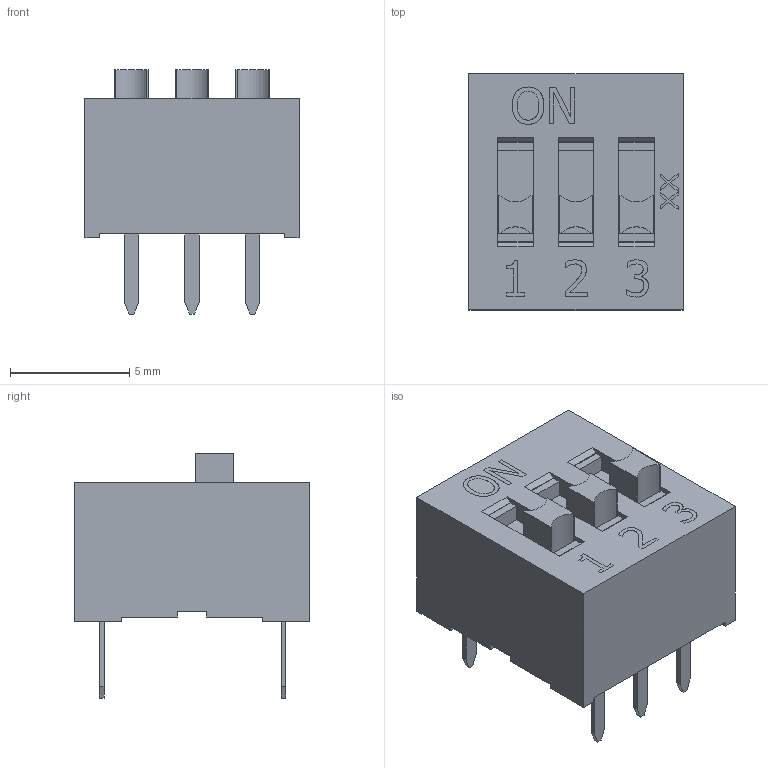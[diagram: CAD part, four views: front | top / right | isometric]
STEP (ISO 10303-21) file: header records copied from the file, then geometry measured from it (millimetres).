
FILE_DESCRIPTION(/* description */ (''),/* implementation_level */ '2;1');
FILE_NAME(/* name */ 'KAS1103ET.stp',/* time_stamp */ '2021-07-01T17:19:53-05:00',/* author */ ('mwilliams'),/* organization */ (''),/* preprocessor_version */ 'ST-DEVELOPER v18',/* originating_system */ 'Autodesk Inventor 2020',/* authorisation */ '');
FILE_SCHEMA (('AUTOMOTIVE_DESIGN { 1 0 10303 214 3 1 1 }'));
Length unit declared in the file: inch
Products named in the file (1): N211031_Shrinkwrap_1
Bounding box: 8.98 x 9.9 x 10.25 mm (x, y, z)
Volume: 481.4 mm3; surface area: 529 mm2
Topology: 7 solids, 7 shells, 309 faces, 825 edges, 550 vertices
Faces by surface type: plane 246, bspline 51, cylinder 12
Entity records: 9900 total; most frequent: CARTESIAN_POINT 2462, ORIENTED_EDGE 1650, DIRECTION 1265, EDGE_CURVE 825, LINE 699, VECTOR 699, VERTEX_POINT 550, EDGE_LOOP 329
